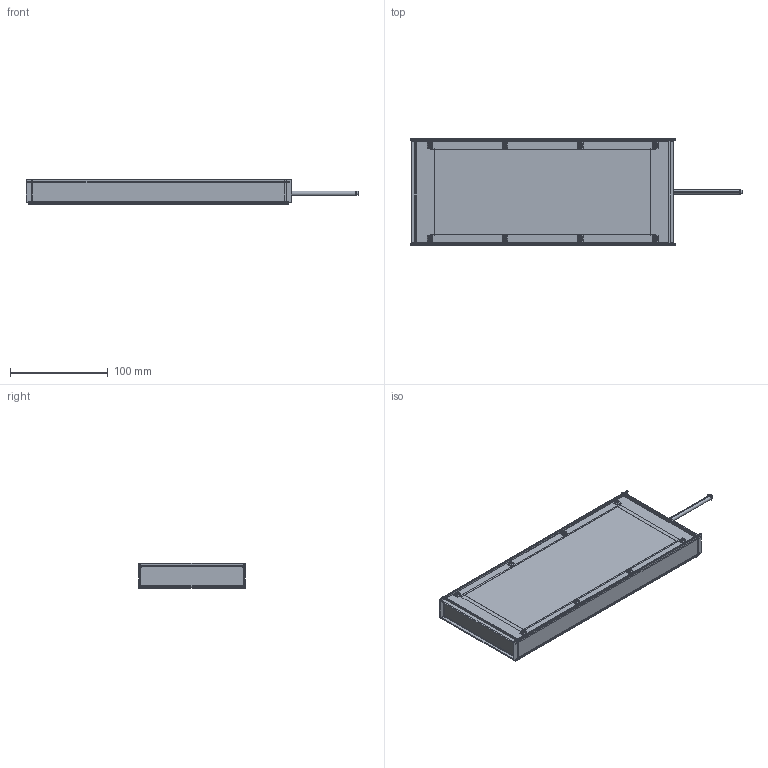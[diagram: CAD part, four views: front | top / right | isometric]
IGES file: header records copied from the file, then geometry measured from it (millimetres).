
Start section:  PTC IGES file: 192824.igs
Global section: file name: 192824.igs; native system: Creo Parametric by Parametric Technology Corporation; preprocessor: 2013230; author: PDMAdmin; organization: Unknown; date: 20160317.073948; units: millimetre
Bounding box: 339.4 x 109.36 x 25.88 mm (x, y, z)
Volume: 96370.5 mm3; surface area: 843895 mm2
Topology: 25 solids, 29 shells, 934 faces, 4420 edges, 5568 vertices
Faces by surface type: bspline 498, revolution 436
